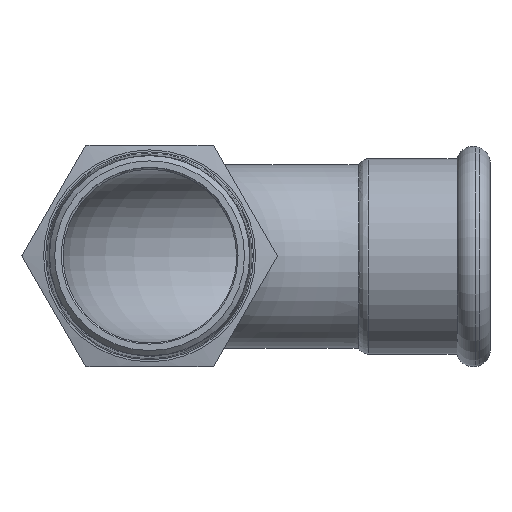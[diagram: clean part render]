
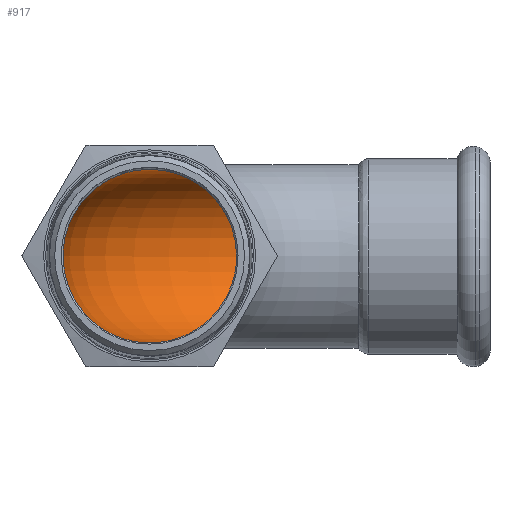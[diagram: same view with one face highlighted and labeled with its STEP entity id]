
A CAD part, top view. The second image highlights one B-rep face of the part: STEP entity #917.
In plain terms, the highlighted toroidal (fillet/blend) face has major radius 65 mm and minor radius 25.5 mm.
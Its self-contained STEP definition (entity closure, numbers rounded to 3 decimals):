
#15=B_SPLINE_CURVE_WITH_KNOTS('',3,(#1647,#1648,#1649,#1650,#1651,#1652,
#1653,#1654,#1655,#1656,#1657,#1658,#1659,#1660,#1661,#1662,#1663,#1664,
#1665,#1666),.UNSPECIFIED.,.F.,.F.,(4,2,2,2,2,2,2,2,2,4),(0.,0.996,
1.992,2.988,3.985,4.982,5.978,
6.975,7.971,8.038),.UNSPECIFIED.);
#16=B_SPLINE_CURVE_WITH_KNOTS('',3,(#1667,#1668,#1669,#1670,#1671,#1672,
#1673,#1674,#1675,#1676,#1677,#1678,#1679,#1680,#1681,#1682,#1683,#1684,
#1685,#1686),.UNSPECIFIED.,.F.,.F.,(4,2,2,2,2,2,2,2,2,4),(8.038,
8.966,9.962,10.959,11.956,12.952,
13.949,14.945,15.509,16.073),
 .UNSPECIFIED.);
#19=B_SPLINE_CURVE_WITH_KNOTS('',3,(#1752,#1753,#1754,#1755,#1756,#1757,
#1758,#1759,#1760,#1761,#1762,#1763,#1764,#1765,#1766,#1767,#1768,#1769,
#1770,#1771),.UNSPECIFIED.,.F.,.F.,(4,2,2,2,2,2,2,2,2,4),(0.,0.994,
1.989,2.985,3.983,4.981,5.977,
6.974,7.969,8.04),.UNSPECIFIED.);
#20=B_SPLINE_CURVE_WITH_KNOTS('',3,(#1773,#1774,#1775,#1776,#1777,#1778,
#1779,#1780,#1781,#1782,#1783,#1784,#1785,#1786,#1787,#1788,#1789,#1790,
#1791,#1792),.UNSPECIFIED.,.F.,.F.,(4,2,2,2,2,2,2,2,2,4),(8.04,
8.965,9.961,10.958,11.955,12.952,
13.951,14.949,15.513,16.077),
 .UNSPECIFIED.);
#178=FACE_OUTER_BOUND('',#232,.T.);
#232=EDGE_LOOP('',(#798,#799,#800,#801,#802,#803));
#317=CIRCLE('',#1062,39.5);
#409=VERTEX_POINT('',#1645);
#410=VERTEX_POINT('',#1646);
#419=VERTEX_POINT('',#1750);
#420=VERTEX_POINT('',#1751);
#539=EDGE_CURVE('',#409,#410,#15,.T.);
#540=EDGE_CURVE('',#410,#409,#16,.T.);
#553=EDGE_CURVE('',#419,#420,#19,.T.);
#554=EDGE_CURVE('',#419,#410,#317,.T.);
#555=EDGE_CURVE('',#420,#419,#20,.T.);
#798=ORIENTED_EDGE('',*,*,#553,.F.);
#799=ORIENTED_EDGE('',*,*,#554,.T.);
#800=ORIENTED_EDGE('',*,*,#540,.T.);
#801=ORIENTED_EDGE('',*,*,#539,.T.);
#802=ORIENTED_EDGE('',*,*,#554,.F.);
#803=ORIENTED_EDGE('',*,*,#555,.F.);
#872=TOROIDAL_SURFACE('',#1061,65.,25.5);
#917=ADVANCED_FACE('',(#178),#872,.F.);
#1061=AXIS2_PLACEMENT_3D('',#1749,#1344,#1345);
#1062=AXIS2_PLACEMENT_3D('',#1772,#1346,#1347);
#1344=DIRECTION('center_axis',(0.,1.,0.));
#1345=DIRECTION('ref_axis',(0.,0.,1.));
#1346=DIRECTION('center_axis',(0.,1.,0.));
#1347=DIRECTION('ref_axis',(0.,0.,1.));
#1645=CARTESIAN_POINT('',(-125.483,0.,63.236));
#1646=CARTESIAN_POINT('',(-74.464,0.,63.314));
#1647=CARTESIAN_POINT('Ctrl Pts',(-125.483,0.,
63.236));
#1648=CARTESIAN_POINT('Ctrl Pts',(-125.483,-3.32,63.236));
#1649=CARTESIAN_POINT('Ctrl Pts',(-124.834,-6.608,63.237));
#1650=CARTESIAN_POINT('Ctrl Pts',(-122.313,-12.751,63.24));
#1651=CARTESIAN_POINT('Ctrl Pts',(-120.465,-15.547,63.242));
#1652=CARTESIAN_POINT('Ctrl Pts',(-115.8,-20.274,63.247));
#1653=CARTESIAN_POINT('Ctrl Pts',(-113.028,-22.159,63.251));
#1654=CARTESIAN_POINT('Ctrl Pts',(-106.917,-24.762,63.258));
#1655=CARTESIAN_POINT('Ctrl Pts',(-103.636,-25.454,63.263));
#1656=CARTESIAN_POINT('Ctrl Pts',(-96.992,-25.542,63.272));
#1657=CARTESIAN_POINT('Ctrl Pts',(-93.693,-24.936,63.277));
#1658=CARTESIAN_POINT('Ctrl Pts',(-87.512,-22.495,63.287));
#1659=CARTESIAN_POINT('Ctrl Pts',(-84.689,-20.682,63.292));
#1660=CARTESIAN_POINT('Ctrl Pts',(-79.898,-16.077,63.302));
#1661=CARTESIAN_POINT('Ctrl Pts',(-77.976,-13.33,63.306));
#1662=CARTESIAN_POINT('Ctrl Pts',(-75.294,-7.253,63.312));
#1663=CARTESIAN_POINT('Ctrl Pts',(-74.559,-3.984,63.314));
#1664=CARTESIAN_POINT('Ctrl Pts',(-74.467,-0.444,
63.314));
#1665=CARTESIAN_POINT('Ctrl Pts',(-74.464,-0.222,
63.314));
#1666=CARTESIAN_POINT('Ctrl Pts',(-74.464,0.,
63.314));
#1667=CARTESIAN_POINT('Ctrl Pts',(-74.464,0.,
63.314));
#1668=CARTESIAN_POINT('Ctrl Pts',(-74.464,3.092,63.314));
#1669=CARTESIAN_POINT('Ctrl Pts',(-75.027,6.161,63.312));
#1670=CARTESIAN_POINT('Ctrl Pts',(-77.306,12.157,63.307));
#1671=CARTESIAN_POINT('Ctrl Pts',(-79.081,15.,63.303));
#1672=CARTESIAN_POINT('Ctrl Pts',(-83.62,19.848,63.294));
#1673=CARTESIAN_POINT('Ctrl Pts',(-86.343,21.807,63.289));
#1674=CARTESIAN_POINT('Ctrl Pts',(-92.386,24.57,63.279));
#1675=CARTESIAN_POINT('Ctrl Pts',(-95.649,25.349,63.274));
#1676=CARTESIAN_POINT('Ctrl Pts',(-102.29,25.611,63.265));
#1677=CARTESIAN_POINT('Ctrl Pts',(-105.604,25.093,63.26));
#1678=CARTESIAN_POINT('Ctrl Pts',(-111.845,22.815,63.252));
#1679=CARTESIAN_POINT('Ctrl Pts',(-114.713,21.077,63.249));
#1680=CARTESIAN_POINT('Ctrl Pts',(-119.62,16.601,63.243));
#1681=CARTESIAN_POINT('Ctrl Pts',(-121.613,13.906,63.241));
#1682=CARTESIAN_POINT('Ctrl Pts',(-123.837,9.205,63.238));
#1683=CARTESIAN_POINT('Ctrl Pts',(-124.451,7.422,63.238));
#1684=CARTESIAN_POINT('Ctrl Pts',(-125.275,3.754,63.237));
#1685=CARTESIAN_POINT('Ctrl Pts',(-125.483,1.88,63.236));
#1686=CARTESIAN_POINT('Ctrl Pts',(-125.483,0.,
63.236));
#1749=CARTESIAN_POINT('Origin',(-35.,0.,65.));
#1750=CARTESIAN_POINT('',(-37.572,0.,25.584));
#1751=CARTESIAN_POINT('',(-37.589,0.,-25.463));
#1752=CARTESIAN_POINT('Ctrl Pts',(-37.572,0.,
25.584));
#1753=CARTESIAN_POINT('Ctrl Pts',(-37.572,3.313,25.584));
#1754=CARTESIAN_POINT('Ctrl Pts',(-37.573,6.594,24.937));
#1755=CARTESIAN_POINT('Ctrl Pts',(-37.575,12.727,22.422));
#1756=CARTESIAN_POINT('Ctrl Pts',(-37.576,15.52,20.577));
#1757=CARTESIAN_POINT('Ctrl Pts',(-37.579,20.25,15.918));
#1758=CARTESIAN_POINT('Ctrl Pts',(-37.58,22.139,13.146));
#1759=CARTESIAN_POINT('Ctrl Pts',(-37.582,24.752,7.032));
#1760=CARTESIAN_POINT('Ctrl Pts',(-37.583,25.449,3.748));
#1761=CARTESIAN_POINT('Ctrl Pts',(-37.585,25.546,-2.902));
#1762=CARTESIAN_POINT('Ctrl Pts',(-37.586,24.944,-6.205));
#1763=CARTESIAN_POINT('Ctrl Pts',(-37.587,22.51,-12.39));
#1764=CARTESIAN_POINT('Ctrl Pts',(-37.587,20.701,-15.215));
#1765=CARTESIAN_POINT('Ctrl Pts',(-37.588,16.103,-20.01));
#1766=CARTESIAN_POINT('Ctrl Pts',(-37.588,13.358,-21.935));
#1767=CARTESIAN_POINT('Ctrl Pts',(-37.589,7.287,-24.624));
#1768=CARTESIAN_POINT('Ctrl Pts',(-37.589,4.018,-25.362));
#1769=CARTESIAN_POINT('Ctrl Pts',(-37.589,0.467,-25.46));
#1770=CARTESIAN_POINT('Ctrl Pts',(-37.589,0.233,-25.463));
#1771=CARTESIAN_POINT('Ctrl Pts',(-37.589,0.,
-25.463));
#1772=CARTESIAN_POINT('Origin',(-35.,0.,65.));
#1773=CARTESIAN_POINT('Ctrl Pts',(-37.589,0.,
-25.463));
#1774=CARTESIAN_POINT('Ctrl Pts',(-37.589,-3.082,-25.463));
#1775=CARTESIAN_POINT('Ctrl Pts',(-37.589,-6.14,-24.904));
#1776=CARTESIAN_POINT('Ctrl Pts',(-37.588,-12.131,-22.636));
#1777=CARTESIAN_POINT('Ctrl Pts',(-37.588,-14.976,-20.865));
#1778=CARTESIAN_POINT('Ctrl Pts',(-37.587,-19.829,-16.332));
#1779=CARTESIAN_POINT('Ctrl Pts',(-37.587,-21.79,-13.612));
#1780=CARTESIAN_POINT('Ctrl Pts',(-37.586,-24.561,-7.573));
#1781=CARTESIAN_POINT('Ctrl Pts',(-37.585,-25.343,-4.31));
#1782=CARTESIAN_POINT('Ctrl Pts',(-37.584,-25.614,2.335));
#1783=CARTESIAN_POINT('Ctrl Pts',(-37.583,-25.099,5.653));
#1784=CARTESIAN_POINT('Ctrl Pts',(-37.581,-22.825,11.908));
#1785=CARTESIAN_POINT('Ctrl Pts',(-37.579,-21.088,14.784));
#1786=CARTESIAN_POINT('Ctrl Pts',(-37.576,-16.608,19.707));
#1787=CARTESIAN_POINT('Ctrl Pts',(-37.575,-13.909,21.706));
#1788=CARTESIAN_POINT('Ctrl Pts',(-37.573,-9.204,23.936));
#1789=CARTESIAN_POINT('Ctrl Pts',(-37.573,-7.422,24.55));
#1790=CARTESIAN_POINT('Ctrl Pts',(-37.572,-3.754,25.375));
#1791=CARTESIAN_POINT('Ctrl Pts',(-37.572,-1.88,25.584));
#1792=CARTESIAN_POINT('Ctrl Pts',(-37.572,0.,
25.584));
